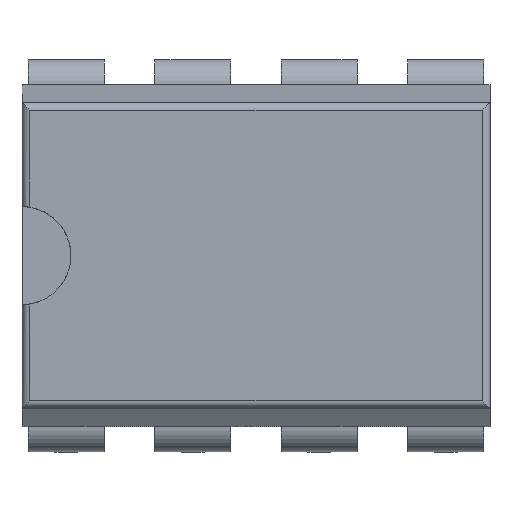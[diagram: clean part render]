
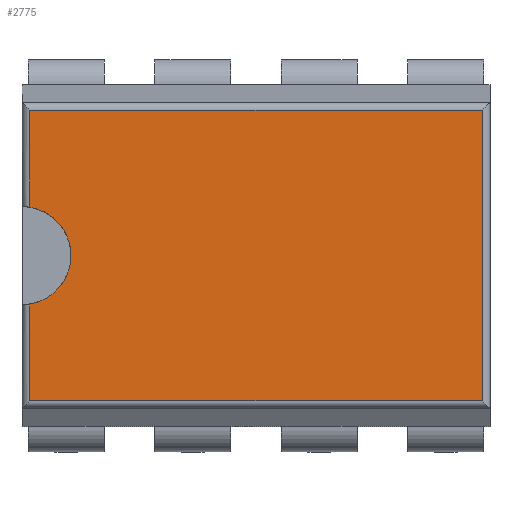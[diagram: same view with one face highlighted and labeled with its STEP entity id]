
A CAD part, top view. The second image highlights one B-rep face of the part: STEP entity #2775.
In plain terms, the highlighted planar face has unit normal (0, 0, 1).
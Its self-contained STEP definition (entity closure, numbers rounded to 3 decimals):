
#169=PLANE('',#2997);
#310=FACE_OUTER_BOUND('',#451,.T.);
#451=EDGE_LOOP('',(#2600,#2601,#2602,#2603,#2604,#2605));
#778=LINE('',#4492,#1119);
#779=LINE('',#4498,#1120);
#781=LINE('',#4504,#1122);
#783=LINE('',#4514,#1124);
#785=LINE('',#4520,#1126);
#1119=VECTOR('',#3669,10.);
#1120=VECTOR('',#3676,10.);
#1122=VECTOR('',#3682,10.);
#1124=VECTOR('',#3692,10.);
#1126=VECTOR('',#3698,10.);
#1168=CIRCLE('',#2993,0.984);
#1416=VERTEX_POINT('',#4480);
#1417=VERTEX_POINT('',#4491);
#1419=VERTEX_POINT('',#4497);
#1421=VERTEX_POINT('',#4503);
#1425=VERTEX_POINT('',#4513);
#1427=VERTEX_POINT('',#4519);
#1797=EDGE_CURVE('',#1416,#1417,#778,.T.);
#1800=EDGE_CURVE('',#1417,#1419,#779,.T.);
#1803=EDGE_CURVE('',#1419,#1421,#781,.T.);
#1808=EDGE_CURVE('',#1421,#1425,#783,.T.);
#1811=EDGE_CURVE('',#1425,#1427,#785,.T.);
#1822=EDGE_CURVE('',#1416,#1427,#1168,.T.);
#2600=ORIENTED_EDGE('',*,*,#1797,.F.);
#2601=ORIENTED_EDGE('',*,*,#1822,.T.);
#2602=ORIENTED_EDGE('',*,*,#1811,.F.);
#2603=ORIENTED_EDGE('',*,*,#1808,.F.);
#2604=ORIENTED_EDGE('',*,*,#1803,.F.);
#2605=ORIENTED_EDGE('',*,*,#1800,.F.);
#2775=ADVANCED_FACE('',(#310),#169,.T.);
#2993=AXIS2_PLACEMENT_3D('',#4547,#3718,#3719);
#2997=AXIS2_PLACEMENT_3D('',#4552,#3727,#3728);
#3669=DIRECTION('',(0.,1.,0.));
#3676=DIRECTION('',(1.,0.,0.));
#3682=DIRECTION('',(0.,-1.,0.));
#3692=DIRECTION('',(-1.,0.,0.));
#3698=DIRECTION('',(0.,1.,0.));
#3718=DIRECTION('center_axis',(0.,0.,-1.));
#3719=DIRECTION('ref_axis',(-1.,0.,0.));
#3727=DIRECTION('center_axis',(0.,0.,1.));
#3728=DIRECTION('ref_axis',(1.,0.,0.));
#4480=CARTESIAN_POINT('',(-4.542,0.972,3.883));
#4491=CARTESIAN_POINT('',(-4.542,2.916,3.883));
#4492=CARTESIAN_POINT('',(-4.542,1.715,3.883));
#4497=CARTESIAN_POINT('',(4.542,2.916,3.883));
#4498=CARTESIAN_POINT('',(-2.35,2.916,3.883));
#4503=CARTESIAN_POINT('',(4.542,-2.916,3.883));
#4504=CARTESIAN_POINT('',(4.542,-1.715,3.883));
#4513=CARTESIAN_POINT('',(-4.542,-2.916,3.883));
#4514=CARTESIAN_POINT('',(-2.35,-2.916,3.883));
#4519=CARTESIAN_POINT('',(-4.542,-0.972,3.883));
#4520=CARTESIAN_POINT('',(-4.542,1.715,3.883));
#4547=CARTESIAN_POINT('Origin',(-4.699,0.,3.883));
#4552=CARTESIAN_POINT('Origin',(0.,0.,
3.883));
